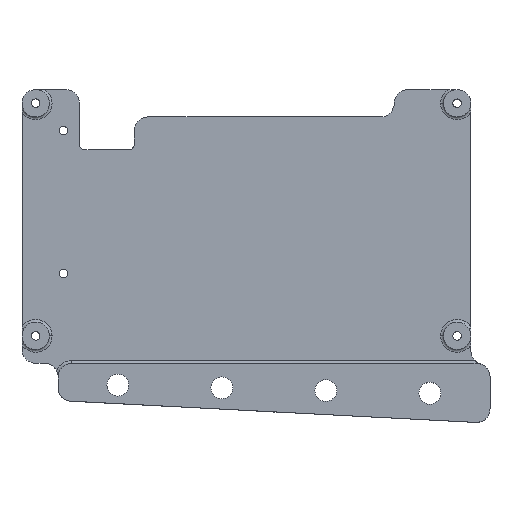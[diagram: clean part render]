
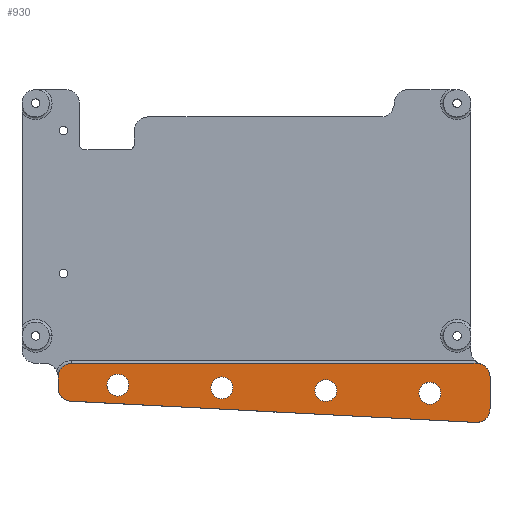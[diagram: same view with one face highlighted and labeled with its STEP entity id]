
A CAD part, top view. The second image highlights one B-rep face of the part: STEP entity #930.
In plain terms, the highlighted planar face has unit normal (0, 0, 1).
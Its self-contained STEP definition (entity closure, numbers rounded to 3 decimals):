
#253=CARTESIAN_POINT('Axis2P3D Location',(-52.5,-28.493,10.5)) ;
#257=CARTESIAN_POINT('Vertex',(-54.5,-28.493,10.5)) ;
#259=CARTESIAN_POINT('Vertex',(-50.5,-28.493,10.5)) ;
#288=CARTESIAN_POINT('Axis2P3D Location',(-52.5,-28.493,10.5)) ;
#310=CARTESIAN_POINT('Axis2P3D Location',(-71.5,-27.995,10.5)) ;
#314=CARTESIAN_POINT('Vertex',(-73.5,-27.995,10.5)) ;
#316=CARTESIAN_POINT('Vertex',(-69.5,-27.995,10.5)) ;
#345=CARTESIAN_POINT('Axis2P3D Location',(-71.5,-27.995,10.5)) ;
#367=CARTESIAN_POINT('Axis2P3D Location',(-90.5,-27.498,10.5)) ;
#371=CARTESIAN_POINT('Vertex',(-92.5,-27.498,10.5)) ;
#373=CARTESIAN_POINT('Vertex',(-88.5,-27.498,10.5)) ;
#402=CARTESIAN_POINT('Axis2P3D Location',(-90.5,-27.498,10.5)) ;
#424=CARTESIAN_POINT('Axis2P3D Location',(-109.5,-27.,10.5)) ;
#428=CARTESIAN_POINT('Vertex',(-111.5,-27.,10.5)) ;
#430=CARTESIAN_POINT('Vertex',(-107.5,-27.,10.5)) ;
#459=CARTESIAN_POINT('Axis2P3D Location',(-109.5,-27.,10.5)) ;
#815=CARTESIAN_POINT('Vertex',(-41.5,-25.5,10.5)) ;
#818=CARTESIAN_POINT('Line Origine',(-41.5,-28.411,10.5)) ;
#822=CARTESIAN_POINT('Vertex',(-41.5,-31.322,10.5)) ;
#844=CARTESIAN_POINT('Axis2P3D Location',(0.,0.,10.5)) ;
#849=CARTESIAN_POINT('Line Origine',(-120.4,-26.475,10.5)) ;
#853=CARTESIAN_POINT('Vertex',(-120.4,-25.5,10.5)) ;
#855=CARTESIAN_POINT('Vertex',(-120.4,-27.449,10.5)) ;
#858=CARTESIAN_POINT('Axis2P3D Location',(-117.9,-27.449,10.5)) ;
#862=CARTESIAN_POINT('Vertex',(-118.031,-29.946,10.5)) ;
#865=CARTESIAN_POINT('Line Origine',(-81.081,-31.882,10.5)) ;
#869=CARTESIAN_POINT('Vertex',(-44.131,-33.819,10.5)) ;
#872=CARTESIAN_POINT('Axis2P3D Location',(-44.,-31.322,10.5)) ;
#877=CARTESIAN_POINT('Axis2P3D Location',(-44.,-25.5,10.5)) ;
#881=CARTESIAN_POINT('Vertex',(-44.,-23.,10.5)) ;
#884=CARTESIAN_POINT('Line Origine',(-44.221,-23.,10.5)) ;
#888=CARTESIAN_POINT('Vertex',(-44.442,-23.,10.5)) ;
#891=CARTESIAN_POINT('Line Origine',(-81.171,-23.,10.5)) ;
#895=CARTESIAN_POINT('Vertex',(-117.9,-23.,10.5)) ;
#898=CARTESIAN_POINT('Axis2P3D Location',(-117.9,-25.5,10.5)) ;
#254=DIRECTION('Axis2P3D Direction',(0.,0.,1.)) ;
#289=DIRECTION('Axis2P3D Direction',(0.,0.,1.)) ;
#311=DIRECTION('Axis2P3D Direction',(0.,0.,1.)) ;
#346=DIRECTION('Axis2P3D Direction',(0.,0.,1.)) ;
#368=DIRECTION('Axis2P3D Direction',(0.,0.,1.)) ;
#403=DIRECTION('Axis2P3D Direction',(0.,0.,1.)) ;
#425=DIRECTION('Axis2P3D Direction',(0.,0.,1.)) ;
#460=DIRECTION('Axis2P3D Direction',(0.,0.,1.)) ;
#819=DIRECTION('Vector Direction',(0.,-1.,0.)) ;
#845=DIRECTION('Axis2P3D Direction',(0.,0.,1.)) ;
#846=DIRECTION('Axis2P3D XDirection',(1.,0.,0.)) ;
#850=DIRECTION('Vector Direction',(0.,1.,0.)) ;
#859=DIRECTION('Axis2P3D Direction',(0.,0.,1.)) ;
#866=DIRECTION('Vector Direction',(-0.999,0.052,0.)) ;
#873=DIRECTION('Axis2P3D Direction',(0.,0.,1.)) ;
#878=DIRECTION('Axis2P3D Direction',(0.,0.,1.)) ;
#885=DIRECTION('Vector Direction',(1.,0.,0.)) ;
#892=DIRECTION('Vector Direction',(1.,0.,0.)) ;
#899=DIRECTION('Axis2P3D Direction',(0.,0.,1.)) ;
#255=AXIS2_PLACEMENT_3D('Circle Axis2P3D',#253,#254,$) ;
#290=AXIS2_PLACEMENT_3D('Circle Axis2P3D',#288,#289,$) ;
#312=AXIS2_PLACEMENT_3D('Circle Axis2P3D',#310,#311,$) ;
#347=AXIS2_PLACEMENT_3D('Circle Axis2P3D',#345,#346,$) ;
#369=AXIS2_PLACEMENT_3D('Circle Axis2P3D',#367,#368,$) ;
#404=AXIS2_PLACEMENT_3D('Circle Axis2P3D',#402,#403,$) ;
#426=AXIS2_PLACEMENT_3D('Circle Axis2P3D',#424,#425,$) ;
#461=AXIS2_PLACEMENT_3D('Circle Axis2P3D',#459,#460,$) ;
#847=AXIS2_PLACEMENT_3D('Plane Axis2P3D',#844,#845,#846) ;
#860=AXIS2_PLACEMENT_3D('Circle Axis2P3D',#858,#859,$) ;
#874=AXIS2_PLACEMENT_3D('Circle Axis2P3D',#872,#873,$) ;
#879=AXIS2_PLACEMENT_3D('Circle Axis2P3D',#877,#878,$) ;
#900=AXIS2_PLACEMENT_3D('Circle Axis2P3D',#898,#899,$) ;
#904=ORIENTED_EDGE('',*,*,#857,.T.) ;
#905=ORIENTED_EDGE('',*,*,#864,.F.) ;
#906=ORIENTED_EDGE('',*,*,#871,.T.) ;
#907=ORIENTED_EDGE('',*,*,#876,.F.) ;
#908=ORIENTED_EDGE('',*,*,#824,.T.) ;
#909=ORIENTED_EDGE('',*,*,#883,.F.) ;
#910=ORIENTED_EDGE('',*,*,#890,.T.) ;
#911=ORIENTED_EDGE('',*,*,#897,.T.) ;
#912=ORIENTED_EDGE('',*,*,#902,.F.) ;
#915=ORIENTED_EDGE('',*,*,#432,.F.) ;
#916=ORIENTED_EDGE('',*,*,#463,.F.) ;
#919=ORIENTED_EDGE('',*,*,#375,.F.) ;
#920=ORIENTED_EDGE('',*,*,#406,.F.) ;
#923=ORIENTED_EDGE('',*,*,#318,.F.) ;
#924=ORIENTED_EDGE('',*,*,#349,.F.) ;
#927=ORIENTED_EDGE('',*,*,#261,.F.) ;
#928=ORIENTED_EDGE('',*,*,#292,.F.) ;
#917=FACE_BOUND('',#914,.T.) ;
#921=FACE_BOUND('',#918,.T.) ;
#925=FACE_BOUND('',#922,.T.) ;
#929=FACE_BOUND('',#926,.T.) ;
#820=VECTOR('Line Direction',#819,1.) ;
#851=VECTOR('Line Direction',#850,1.) ;
#867=VECTOR('Line Direction',#866,1.) ;
#886=VECTOR('Line Direction',#885,1.) ;
#893=VECTOR('Line Direction',#892,1.) ;
#930=ADVANCED_FACE('Hauptk\X2\00F6\X0\rper',(#913,#917,#921,#925,#929),#848,.T.) ;
#256=CIRCLE('generated circle',#255,2.) ;
#291=CIRCLE('generated circle',#290,2.) ;
#313=CIRCLE('generated circle',#312,2.) ;
#348=CIRCLE('generated circle',#347,2.) ;
#370=CIRCLE('generated circle',#369,2.) ;
#405=CIRCLE('generated circle',#404,2.) ;
#427=CIRCLE('generated circle',#426,2.) ;
#462=CIRCLE('generated circle',#461,2.) ;
#861=CIRCLE('generated circle',#860,2.5) ;
#875=CIRCLE('generated circle',#874,2.5) ;
#880=CIRCLE('generated circle',#879,2.5) ;
#901=CIRCLE('generated circle',#900,2.5) ;
#261=EDGE_CURVE('',#258,#260,#256,.T.) ;
#292=EDGE_CURVE('',#260,#258,#291,.T.) ;
#318=EDGE_CURVE('',#315,#317,#313,.T.) ;
#349=EDGE_CURVE('',#317,#315,#348,.T.) ;
#375=EDGE_CURVE('',#372,#374,#370,.T.) ;
#406=EDGE_CURVE('',#374,#372,#405,.T.) ;
#432=EDGE_CURVE('',#429,#431,#427,.T.) ;
#463=EDGE_CURVE('',#431,#429,#462,.T.) ;
#824=EDGE_CURVE('',#823,#816,#821,.F.) ;
#857=EDGE_CURVE('',#854,#856,#852,.F.) ;
#864=EDGE_CURVE('',#863,#856,#861,.F.) ;
#871=EDGE_CURVE('',#863,#870,#868,.F.) ;
#876=EDGE_CURVE('',#823,#870,#875,.F.) ;
#883=EDGE_CURVE('',#882,#816,#880,.F.) ;
#890=EDGE_CURVE('',#882,#889,#887,.F.) ;
#897=EDGE_CURVE('',#889,#896,#894,.F.) ;
#902=EDGE_CURVE('',#854,#896,#901,.F.) ;
#903=EDGE_LOOP('',(#904,#905,#906,#907,#908,#909,#910,#911,#912)) ;
#914=EDGE_LOOP('',(#915,#916)) ;
#918=EDGE_LOOP('',(#919,#920)) ;
#922=EDGE_LOOP('',(#923,#924)) ;
#926=EDGE_LOOP('',(#927,#928)) ;
#913=FACE_OUTER_BOUND('',#903,.T.) ;
#821=LINE('Line',#818,#820) ;
#852=LINE('Line',#849,#851) ;
#868=LINE('Line',#865,#867) ;
#887=LINE('Line',#884,#886) ;
#894=LINE('Line',#891,#893) ;
#848=PLANE('',#847) ;
#258=VERTEX_POINT('',#257) ;
#260=VERTEX_POINT('',#259) ;
#315=VERTEX_POINT('',#314) ;
#317=VERTEX_POINT('',#316) ;
#372=VERTEX_POINT('',#371) ;
#374=VERTEX_POINT('',#373) ;
#429=VERTEX_POINT('',#428) ;
#431=VERTEX_POINT('',#430) ;
#816=VERTEX_POINT('',#815) ;
#823=VERTEX_POINT('',#822) ;
#854=VERTEX_POINT('',#853) ;
#856=VERTEX_POINT('',#855) ;
#863=VERTEX_POINT('',#862) ;
#870=VERTEX_POINT('',#869) ;
#882=VERTEX_POINT('',#881) ;
#889=VERTEX_POINT('',#888) ;
#896=VERTEX_POINT('',#895) ;
